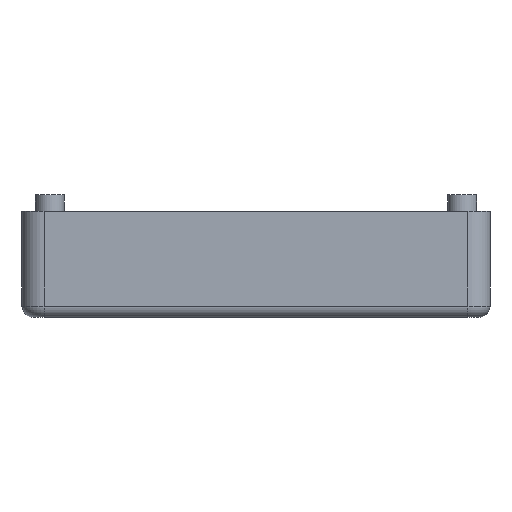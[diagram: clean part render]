
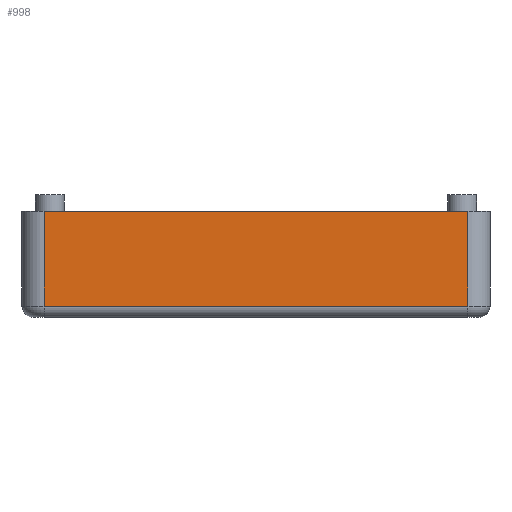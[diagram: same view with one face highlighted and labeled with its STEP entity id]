
A CAD part, left-side view. The second image highlights one B-rep face of the part: STEP entity #998.
In plain terms, the highlighted planar face has unit normal (-1, 0, 0).
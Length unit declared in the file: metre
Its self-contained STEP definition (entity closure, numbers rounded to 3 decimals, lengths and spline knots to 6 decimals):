
#132=ORIENTED_EDGE('',*,*,#420,.T.);
#133=ORIENTED_EDGE('',*,*,#421,.T.);
#134=ORIENTED_EDGE('',*,*,#422,.T.);
#135=ORIENTED_EDGE('',*,*,#423,.F.);
#420=EDGE_CURVE('',#564,#565,#648,.T.);
#421=EDGE_CURVE('',#565,#566,#649,.T.);
#422=EDGE_CURVE('',#566,#567,#650,.F.);
#423=EDGE_CURVE('',#564,#567,#651,.T.);
#564=VERTEX_POINT('',#1596);
#565=VERTEX_POINT('',#1597);
#566=VERTEX_POINT('',#1599);
#567=VERTEX_POINT('',#1601);
#648=LINE('',#1595,#756);
#649=LINE('',#1598,#757);
#650=LINE('',#1600,#758);
#651=LINE('',#1602,#759);
#756=VECTOR('',#1252,1.);
#757=VECTOR('',#1253,1.);
#758=VECTOR('',#1254,1.);
#759=VECTOR('',#1255,1.);
#821=EDGE_LOOP('',(#132,#133,#134,#135));
#891=FACE_BOUND('',#821,.T.);
#959=PLANE('',#1082);
#998=ADVANCED_FACE('',(#891),#959,.F.);
#1082=AXIS2_PLACEMENT_3D('',#1594,#1250,#1251);
#1250=DIRECTION('',(1.,0.,0.));
#1251=DIRECTION('',(0.,1.,0.));
#1252=DIRECTION('',(0.,0.,-1.));
#1253=DIRECTION('',(0.,-1.,0.));
#1254=DIRECTION('',(0.,0.,-1.));
#1255=DIRECTION('',(0.,-1.,0.));
#1594=CARTESIAN_POINT('',(-0.0357,0.,0.005));
#1595=CARTESIAN_POINT('',(-0.0357,0.019,0.005));
#1596=CARTESIAN_POINT('',(-0.0357,0.019,0.0095));
#1597=CARTESIAN_POINT('',(-0.0357,0.019,0.001));
#1598=CARTESIAN_POINT('',(-0.0357,0.,0.001));
#1599=CARTESIAN_POINT('',(-0.0357,-0.019,0.001));
#1600=CARTESIAN_POINT('',(-0.0357,-0.019,0.0095));
#1601=CARTESIAN_POINT('',(-0.0357,-0.019,0.0095));
#1602=CARTESIAN_POINT('',(-0.0357,0.,0.0095));
